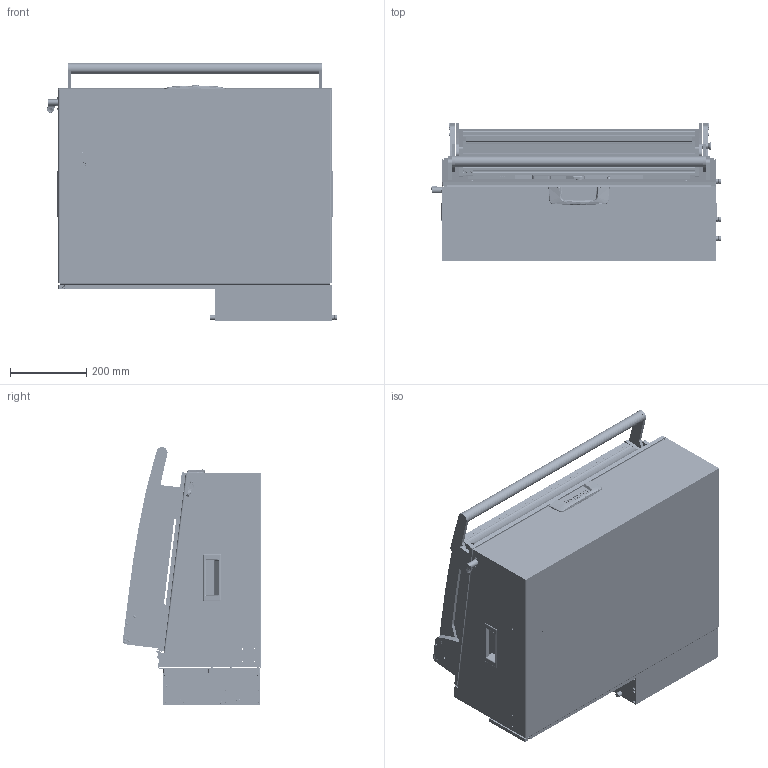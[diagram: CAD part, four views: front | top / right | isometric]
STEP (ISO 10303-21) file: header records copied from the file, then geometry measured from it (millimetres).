
FILE_DESCRIPTION (( 'STEP AP214' ), '1' );
FILE_NAME ('INGUN_59730.STEP', '2021-03-03T09:59:25', ( '' ), ( '' ), 'SwSTEP 2.0', 'SolidWorks 2018', '' );
FILE_SCHEMA (( 'AUTOMOTIVE_DESIGN' ));
Length unit declared in the file: millimetre
Products named in the file (115): 59723~0_S; 109955~0_KUNDE<S>; ISO7380~n_M04,0x012; 48726~2_S; DIN914~n_M04,0x05; DIN125~n_06,4 M06,0 Fase; 30915~0; 39893~3_KUNDE<S>; 109953~0_KUNDE<S>; 40512~7_KUNDE<S>; 2528~0; ISO7380~n_M05,0x008; 40325~1_S; 32587~4_S; 109128~0_S; 40333~2_S; DIN7991~n_M05,0x016; DIN7991~n_M05,0x020; 42290~1_KUNDE ohne RW & GF<S>; 35469~1; DIN125~n_05,3 M05,0 Fase; 109945~0_KUNDE<S>; DIN125~n_04,3 M04,0; 57801~2_S; 30758~0_S; DIN6325~n_04,0m6x016; 37967~1; 42690~4_ohne RW & GF<S>; ISO7380~n_M03,0x005; 48565~1_S; K_02037~0; ASR~-a-s-r_拱04,2x07x拌8; 53734~1_KUNDE<S>; 59728~0_S; 49317~0; 48728~1_S; 32578~1_S; 30758_02~0_S; 55712~0_KUNDE<S>; 20901~0_Abstand 296<Standard> ...
Assembly tree (269 placements, depth 6):
  INGUN_59730
    42290~1_KUNDE ohne RW & GF<S>
      42690~4_ohne RW & GF<S>
        42689~3
        30758~0_S  x2
          30758_01~0_S
          30758_02~0_S
        20902~0
        DIN985-A2~n_M05,0  x3
        DIN7991~n_M05,0x012  x2
        32462~0_S
        DIN7991~n_M05,0x016
        DIN125~n_05,3 M05,0 Fase  x2
        8804~0
        20901~0_Abstand 296<Standard>
          20901~0_ohne Schiebeteil<Standard>
          20901_01~0
        53032~0_S
        32171~0_S
        ISO7380~n_M04,0x012  x7
        29805~4_geschlossen<S>
          110322~4_S
          110705~1_S
          30984~0_S
          110231~1_S
          110443~0_S
          30112~0
          ISO7380~n_M05,0x030
          ISO7380~n_M04,0x008  x2
          DIN914~n_M04,0x05
        35334~0_S
      38440~6_KUNDE<S>
        109830~0_S
          40323~9
          40324~2_S
          37971~8_S
          37972~6_S
          2281~0_180ø<Standard>  x3
            2281~0
          40333~2_S
          53031~0_S
          35649~1_S
          35651~1_S
          31253~0_S
          30955~0_S
          30915~0
          ASR~-a-s-r_拱04,2x07x拌8  x2
          2528~0  x2
          31109~0
          48727~1_S
            48726~2_S
            DIN6325~n_04,0m6x012
            48565~1_S
            DIN912~n_M04,0x020  x2
            DIN125~n_06,4 M06,0 Fase
            DIN125~n_04,3 M04,0  x2
            49317~0
          48728~1_S
            48726~2_S
            DIN6325~n_04,0m6x012
Bounding box: 758.65 x 362.15 x 674.57 mm (x, y, z)
Volume: 9502244.9 mm3; surface area: 4816318.9 mm2
Topology: 260 solids, 268 shells, 8669 faces, 21709 edges, 13887 vertices
Faces by surface type: cylinder 3616, plane 3156, cone 1132, bspline 570, sphere 100, torus 95
Entity records: 203175 total; most frequent: CARTESIAN_POINT 59180, DIRECTION 28215, ORIENTED_EDGE 27480, EDGE_CURVE 13740, AXIS2_PLACEMENT_3D 10358, VERTEX_POINT 8935, LINE 7499, VECTOR 7499
